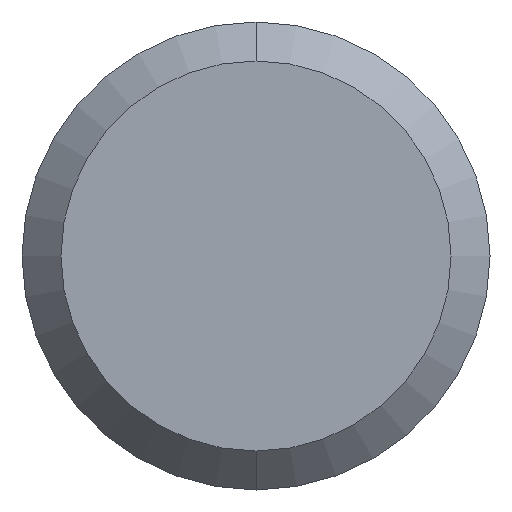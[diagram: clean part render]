
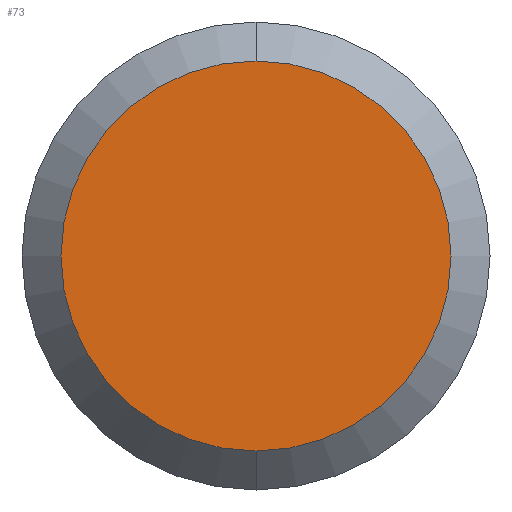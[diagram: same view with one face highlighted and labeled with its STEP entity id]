
A CAD part, front view. The second image highlights one B-rep face of the part: STEP entity #73.
In plain terms, the highlighted planar face has unit normal (0, -1, 0).
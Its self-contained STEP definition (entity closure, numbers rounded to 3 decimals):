
#6 = ORIENTED_EDGE ( 'NONE', *, *, #213, .T. ) ;
#9 = DIRECTION ( 'NONE',  ( 0., -1., 0. ) ) ;
#12 = CARTESIAN_POINT ( 'NONE',  ( 0., 0., 0. ) ) ;
#26 = CARTESIAN_POINT ( 'NONE',  ( 0., 0., -2.5 ) ) ;
#39 = VERTEX_POINT ( 'NONE', #26 ) ;
#44 = CARTESIAN_POINT ( 'NONE',  ( 0., 0., 2.5 ) ) ;
#54 = AXIS2_PLACEMENT_3D ( 'NONE', #12, #141, #221 ) ;
#64 = EDGE_LOOP ( 'NONE', ( #6, #83 ) ) ;
#73 = ADVANCED_FACE ( 'NONE', ( #214 ), #104, .T. ) ;
#83 = ORIENTED_EDGE ( 'NONE', *, *, #229, .T. ) ;
#86 = AXIS2_PLACEMENT_3D ( 'NONE', #140, #197, #145 ) ;
#87 = VERTEX_POINT ( 'NONE', #44 ) ;
#97 = CIRCLE ( 'NONE', #86, 2.5 ) ;
#104 = PLANE ( 'NONE',  #54 ) ;
#123 = CARTESIAN_POINT ( 'NONE',  ( 0., 0., 0. ) ) ;
#140 = CARTESIAN_POINT ( 'NONE',  ( 0., 0., 0. ) ) ;
#141 = DIRECTION ( 'NONE',  ( 0., -1., 0. ) ) ;
#145 = DIRECTION ( 'NONE',  ( 0., 0., -1. ) ) ;
#155 = DIRECTION ( 'NONE',  ( 0., 0., -1. ) ) ;
#161 = AXIS2_PLACEMENT_3D ( 'NONE', #123, #9, #155 ) ;
#185 = CIRCLE ( 'NONE', #161, 2.5 ) ;
#197 = DIRECTION ( 'NONE',  ( 0., -1., 0. ) ) ;
#213 = EDGE_CURVE ( 'NONE', #87, #39, #185, .T. ) ;
#214 = FACE_OUTER_BOUND ( 'NONE', #64, .T. ) ;
#221 = DIRECTION ( 'NONE',  ( 0., 0., -1. ) ) ;
#229 = EDGE_CURVE ( 'NONE', #39, #87, #97, .T. ) ;
